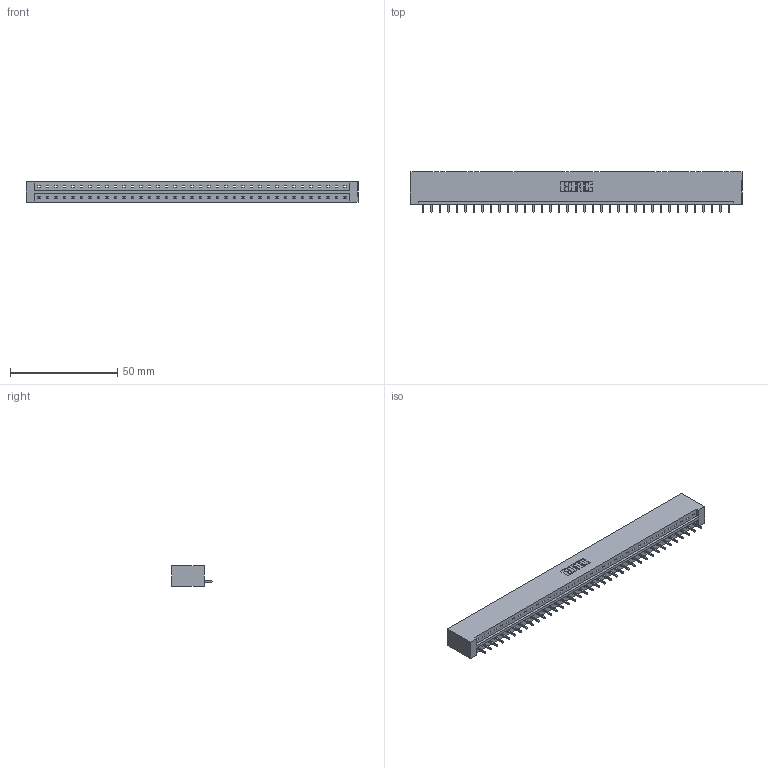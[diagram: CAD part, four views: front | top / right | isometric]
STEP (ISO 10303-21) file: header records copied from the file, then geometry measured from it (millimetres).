
FILE_DESCRIPTION (( 'STEP AP203' ), '1' );
FILE_NAME ('833-037-521-101.STEP', '2020-06-03T04:46:47', ( '' ), ( '' ), 'SwSTEP 2.0', 'SolidWorks 2020', '' );
FILE_SCHEMA (( 'CONFIG_CONTROL_DESIGN' ));
Length unit declared in the file: inch
Products named in the file (3): 345-292-001_345-293-121; 833-037-521-101; 833 Part_Lugless
Assembly tree (38 placements, depth 2):
  833-037-521-101
    833 Part_Lugless
    345-292-001_345-293-121  x37
Bounding box: 154.86 x 19.06 x 9.4 mm (x, y, z)
Volume: 16048.2 mm3; surface area: 16851 mm2
Topology: 38 solids, 38 shells, 2252 faces, 6799 edges, 4482 vertices
Faces by surface type: plane 1620, cylinder 632
Entity records: 23007 total; most frequent: CARTESIAN_POINT 3977, ORIENTED_EDGE 3950, DIRECTION 3357, EDGE_CURVE 1975, LINE 1855, VECTOR 1855, VERTEX_POINT 1314, AXIS2_PLACEMENT_3D 751
